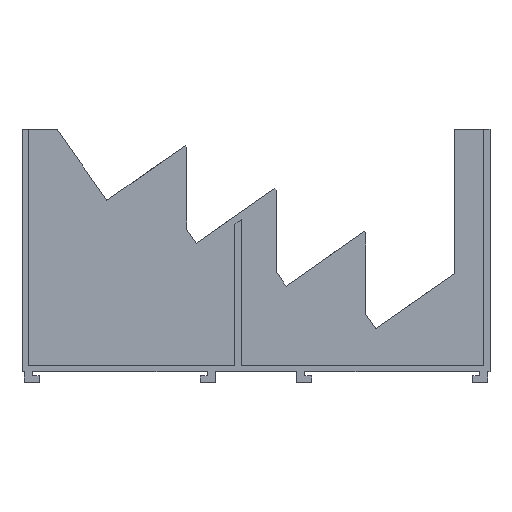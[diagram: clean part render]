
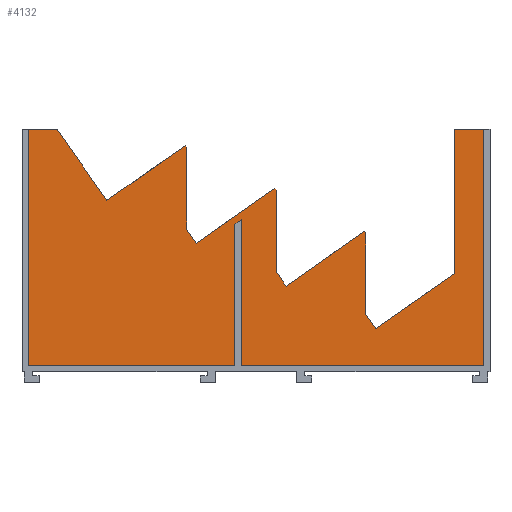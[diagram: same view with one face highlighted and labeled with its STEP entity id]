
A CAD part, top view. The second image highlights one B-rep face of the part: STEP entity #4132.
In plain terms, the highlighted planar face has unit normal (0, 0, 1).
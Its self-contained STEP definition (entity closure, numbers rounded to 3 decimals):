
#826=DIRECTION('',(-1.,0.,0.));
#827=VECTOR('',#826,13.3);
#828=CARTESIAN_POINT('',(105.25,112.,2.));
#829=LINE('',#828,#827);
#860=DIRECTION('',(-1.,0.,0.));
#861=VECTOR('',#860,13.3);
#862=CARTESIAN_POINT('',(-91.95,112.,2.));
#863=LINE('',#862,#861);
#1259=DIRECTION('',(0.,1.,0.));
#1260=VECTOR('',#1259,65.186);
#1261=CARTESIAN_POINT('',(-9.754,3.,2.));
#1262=LINE('',#1261,#1260);
#1263=DIRECTION('',(1.,0.,0.));
#1264=VECTOR('',#1263,95.496);
#1265=CARTESIAN_POINT('',(-105.25,3.,2.));
#1266=LINE('',#1265,#1264);
#1267=DIRECTION('',(0.,-1.,0.));
#1268=VECTOR('',#1267,109.);
#1269=CARTESIAN_POINT('',(-105.25,112.,2.));
#1270=LINE('',#1269,#1268);
#1271=DIRECTION('',(0.574,-0.819,0.));
#1272=VECTOR('',#1271,40.036);
#1273=CARTESIAN_POINT('',(-91.95,112.,2.));
#1274=LINE('',#1273,#1272);
#1275=DIRECTION('',(0.819,0.574,0.));
#1276=VECTOR('',#1275,44.306);
#1277=CARTESIAN_POINT('',(-68.986,79.204,2.));
#1278=LINE('',#1277,#1276);
#1279=DIRECTION('',(0.574,-0.819,0.));
#1280=VECTOR('',#1279,1.);
#1281=CARTESIAN_POINT('',(-32.692,104.617,2.));
#1282=LINE('',#1281,#1280);
#1283=DIRECTION('',(0.,-1.,0.));
#1284=VECTOR('',#1283,37.844);
#1285=CARTESIAN_POINT('',(-32.119,103.798,2.));
#1286=LINE('',#1285,#1284);
#1287=DIRECTION('',(0.574,-0.819,0.));
#1288=VECTOR('',#1287,8.);
#1289=CARTESIAN_POINT('',(-32.119,65.954,2.));
#1290=LINE('',#1289,#1288);
#1291=DIRECTION('',(0.819,0.574,0.));
#1292=VECTOR('',#1291,44.306);
#1293=CARTESIAN_POINT('',(-27.53,59.401,2.));
#1294=LINE('',#1293,#1292);
#1295=DIRECTION('',(0.574,-0.819,0.));
#1296=VECTOR('',#1295,1.);
#1297=CARTESIAN_POINT('',(8.763,84.814,2.));
#1298=LINE('',#1297,#1296);
#1299=DIRECTION('',(0.,-1.,0.));
#1300=VECTOR('',#1299,37.844);
#1301=CARTESIAN_POINT('',(9.337,83.995,2.));
#1302=LINE('',#1301,#1300);
#1303=DIRECTION('',(0.574,-0.819,0.));
#1304=VECTOR('',#1303,8.);
#1305=CARTESIAN_POINT('',(9.337,46.151,2.));
#1306=LINE('',#1305,#1304);
#1307=DIRECTION('',(0.819,0.574,0.));
#1308=VECTOR('',#1307,44.306);
#1309=CARTESIAN_POINT('',(13.926,39.598,2.));
#1310=LINE('',#1309,#1308);
#1311=DIRECTION('',(0.574,-0.819,0.));
#1312=VECTOR('',#1311,1.);
#1313=CARTESIAN_POINT('',(50.219,65.011,2.));
#1314=LINE('',#1313,#1312);
#1315=DIRECTION('',(0.,-1.,0.));
#1316=VECTOR('',#1315,37.844);
#1317=CARTESIAN_POINT('',(50.793,64.192,2.));
#1318=LINE('',#1317,#1316);
#1319=DIRECTION('',(0.574,-0.819,0.));
#1320=VECTOR('',#1319,8.);
#1321=CARTESIAN_POINT('',(50.793,26.348,2.));
#1322=LINE('',#1321,#1320);
#1323=DIRECTION('',(0.819,0.574,0.));
#1324=VECTOR('',#1323,44.642);
#1325=CARTESIAN_POINT('',(55.382,19.794,2.));
#1326=LINE('',#1325,#1324);
#1327=DIRECTION('',(0.,-1.,0.));
#1328=VECTOR('',#1327,66.6);
#1329=CARTESIAN_POINT('',(91.95,112.,2.));
#1330=LINE('',#1329,#1328);
#1331=DIRECTION('',(0.,1.,0.));
#1332=VECTOR('',#1331,109.);
#1333=CARTESIAN_POINT('',(105.25,3.,2.));
#1334=LINE('',#1333,#1332);
#1335=DIRECTION('',(1.,0.,0.));
#1336=VECTOR('',#1335,112.004);
#1337=CARTESIAN_POINT('',(-6.754,3.,2.));
#1338=LINE('',#1337,#1336);
#1339=DIRECTION('',(0.,1.,0.));
#1340=VECTOR('',#1339,67.286);
#1341=CARTESIAN_POINT('',(-6.754,3.,2.));
#1342=LINE('',#1341,#1340);
#1343=DIRECTION('',(-0.819,-0.574,0.));
#1344=VECTOR('',#1343,3.662);
#1345=CARTESIAN_POINT('',(-6.754,70.286,2.));
#1346=LINE('',#1345,#1344);
#2122=CARTESIAN_POINT('',(-105.25,112.,2.));
#2123=VERTEX_POINT('',#2122);
#2124=CARTESIAN_POINT('',(105.25,112.,2.));
#2125=VERTEX_POINT('',#2124);
#2126=CARTESIAN_POINT('',(-105.25,3.,2.));
#2127=VERTEX_POINT('',#2126);
#2128=CARTESIAN_POINT('',(105.25,3.,2.));
#2129=VERTEX_POINT('',#2128);
#2138=CARTESIAN_POINT('',(-91.95,112.,2.));
#2139=VERTEX_POINT('',#2138);
#2140=CARTESIAN_POINT('',(91.95,112.,2.));
#2141=VERTEX_POINT('',#2140);
#2142=CARTESIAN_POINT('',(-68.986,79.204,2.));
#2143=VERTEX_POINT('',#2142);
#2144=CARTESIAN_POINT('',(-32.692,104.617,2.));
#2145=VERTEX_POINT('',#2144);
#2146=CARTESIAN_POINT('',(-32.119,103.798,2.));
#2147=CARTESIAN_POINT('',(-32.119,65.954,2.));
#2148=VERTEX_POINT('',#2146);
#2149=VERTEX_POINT('',#2147);
#2150=CARTESIAN_POINT('',(-27.53,59.401,2.));
#2151=VERTEX_POINT('',#2150);
#2152=CARTESIAN_POINT('',(8.763,84.814,2.));
#2153=VERTEX_POINT('',#2152);
#2154=CARTESIAN_POINT('',(9.337,83.995,2.));
#2155=CARTESIAN_POINT('',(9.337,46.151,2.));
#2156=VERTEX_POINT('',#2154);
#2157=VERTEX_POINT('',#2155);
#2158=CARTESIAN_POINT('',(13.926,39.598,2.));
#2159=VERTEX_POINT('',#2158);
#2160=CARTESIAN_POINT('',(50.219,65.011,2.));
#2161=VERTEX_POINT('',#2160);
#2162=CARTESIAN_POINT('',(50.793,64.192,2.));
#2163=CARTESIAN_POINT('',(50.793,26.348,2.));
#2164=VERTEX_POINT('',#2162);
#2165=VERTEX_POINT('',#2163);
#2166=CARTESIAN_POINT('',(55.382,19.794,2.));
#2167=VERTEX_POINT('',#2166);
#2168=CARTESIAN_POINT('',(91.95,45.4,2.));
#2169=VERTEX_POINT('',#2168);
#2276=CARTESIAN_POINT('',(-9.754,3.,2.));
#2277=CARTESIAN_POINT('',(-9.754,68.186,2.));
#2278=VERTEX_POINT('',#2276);
#2279=VERTEX_POINT('',#2277);
#2280=CARTESIAN_POINT('',(-6.754,3.,2.));
#2281=CARTESIAN_POINT('',(-6.754,70.286,2.));
#2282=VERTEX_POINT('',#2280);
#2283=VERTEX_POINT('',#2281);
#4084=CARTESIAN_POINT('',(0.,0.,2.));
#4085=DIRECTION('',(0.,0.,1.));
#4086=DIRECTION('',(1.,0.,0.));
#4087=AXIS2_PLACEMENT_3D('',#4084,#4085,#4086);
#4088=PLANE('',#4087);
#4089=ORIENTED_EDGE('',*,*,#4075,.F.);
#4090=ORIENTED_EDGE('',*,*,#4030,.F.);
#4092=ORIENTED_EDGE('',*,*,#4091,.F.);
#4093=ORIENTED_EDGE('',*,*,#3582,.F.);
#4095=ORIENTED_EDGE('',*,*,#4094,.T.);
#4097=ORIENTED_EDGE('',*,*,#4096,.T.);
#4099=ORIENTED_EDGE('',*,*,#4098,.T.);
#4101=ORIENTED_EDGE('',*,*,#4100,.T.);
#4103=ORIENTED_EDGE('',*,*,#4102,.T.);
#4105=ORIENTED_EDGE('',*,*,#4104,.T.);
#4107=ORIENTED_EDGE('',*,*,#4106,.T.);
#4109=ORIENTED_EDGE('',*,*,#4108,.T.);
#4111=ORIENTED_EDGE('',*,*,#4110,.T.);
#4113=ORIENTED_EDGE('',*,*,#4112,.T.);
#4115=ORIENTED_EDGE('',*,*,#4114,.T.);
#4117=ORIENTED_EDGE('',*,*,#4116,.T.);
#4119=ORIENTED_EDGE('',*,*,#4118,.T.);
#4120=ORIENTED_EDGE('',*,*,#3497,.T.);
#4121=ORIENTED_EDGE('',*,*,#3537,.F.);
#4122=ORIENTED_EDGE('',*,*,#3557,.F.);
#4124=ORIENTED_EDGE('',*,*,#4123,.F.);
#4125=ORIENTED_EDGE('',*,*,#4052,.F.);
#4127=ORIENTED_EDGE('',*,*,#4126,.T.);
#4129=ORIENTED_EDGE('',*,*,#4128,.T.);
#4130=EDGE_LOOP('',(#4089,#4090,#4092,#4093,#4095,#4097,#4099,#4101,#4103,#4105,
#4107,#4109,#4111,#4113,#4115,#4117,#4119,#4120,#4121,#4122,#4124,#4125,#4127,
#4129));
#4131=FACE_OUTER_BOUND('',#4130,.F.);
#4132=ADVANCED_FACE('',(#4131),#4088,.T.);
#3497=EDGE_CURVE('',#2167,#2169,#1326,.T.);
#3537=EDGE_CURVE('',#2141,#2169,#1330,.T.);
#3557=EDGE_CURVE('',#2125,#2141,#829,.T.);
#3582=EDGE_CURVE('',#2139,#2123,#863,.T.);
#4030=EDGE_CURVE('',#2127,#2278,#1266,.T.);
#4052=EDGE_CURVE('',#2282,#2129,#1338,.T.);
#4075=EDGE_CURVE('',#2278,#2279,#1262,.T.);
#4091=EDGE_CURVE('',#2123,#2127,#1270,.T.);
#4094=EDGE_CURVE('',#2139,#2143,#1274,.T.);
#4096=EDGE_CURVE('',#2143,#2145,#1278,.T.);
#4098=EDGE_CURVE('',#2145,#2148,#1282,.T.);
#4100=EDGE_CURVE('',#2148,#2149,#1286,.T.);
#4102=EDGE_CURVE('',#2149,#2151,#1290,.T.);
#4104=EDGE_CURVE('',#2151,#2153,#1294,.T.);
#4106=EDGE_CURVE('',#2153,#2156,#1298,.T.);
#4108=EDGE_CURVE('',#2156,#2157,#1302,.T.);
#4110=EDGE_CURVE('',#2157,#2159,#1306,.T.);
#4112=EDGE_CURVE('',#2159,#2161,#1310,.T.);
#4114=EDGE_CURVE('',#2161,#2164,#1314,.T.);
#4116=EDGE_CURVE('',#2164,#2165,#1318,.T.);
#4118=EDGE_CURVE('',#2165,#2167,#1322,.T.);
#4123=EDGE_CURVE('',#2129,#2125,#1334,.T.);
#4126=EDGE_CURVE('',#2282,#2283,#1342,.T.);
#4128=EDGE_CURVE('',#2283,#2279,#1346,.T.);
